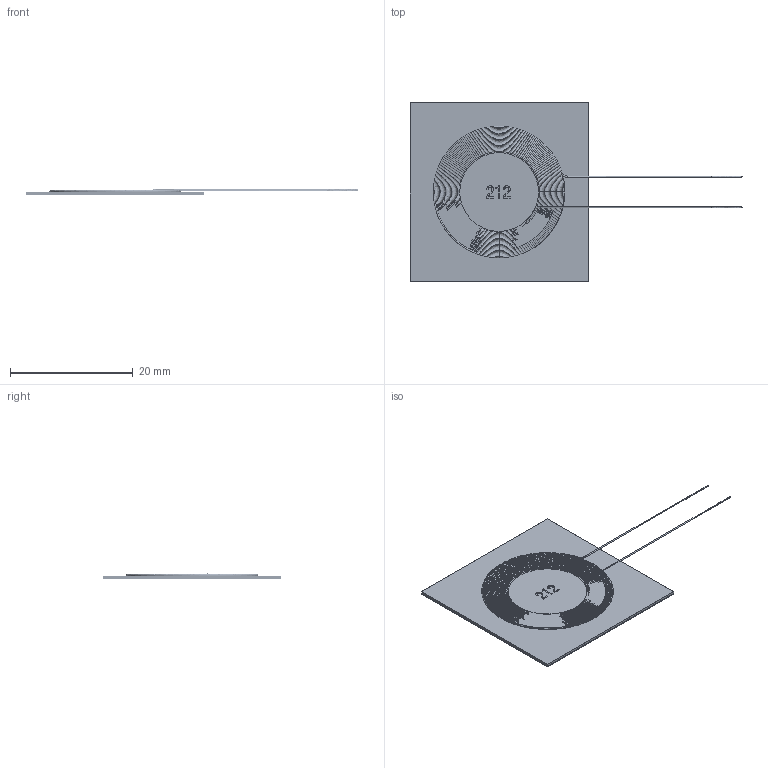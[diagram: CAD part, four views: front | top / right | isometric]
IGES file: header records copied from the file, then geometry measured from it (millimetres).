
Start section: C
Global section: file name: 760308102212.igs; native system: By Siemens PLM Incorporated; preprocessor: XPlus GENERIC/IGES 17.0.49; author: Wladimir Jelisarow; organization: Würth Elektronik eiSos; date: 20151228.103704; units: millimetre
Bounding box: 54 x 29 x 0.94 mm (x, y, z)
Volume: 471.8 mm3; surface area: 7931.3 mm2
Topology: 6 solids, 6 shells, 102 faces, 212 edges, 127 vertices
Faces by surface type: bspline 102
